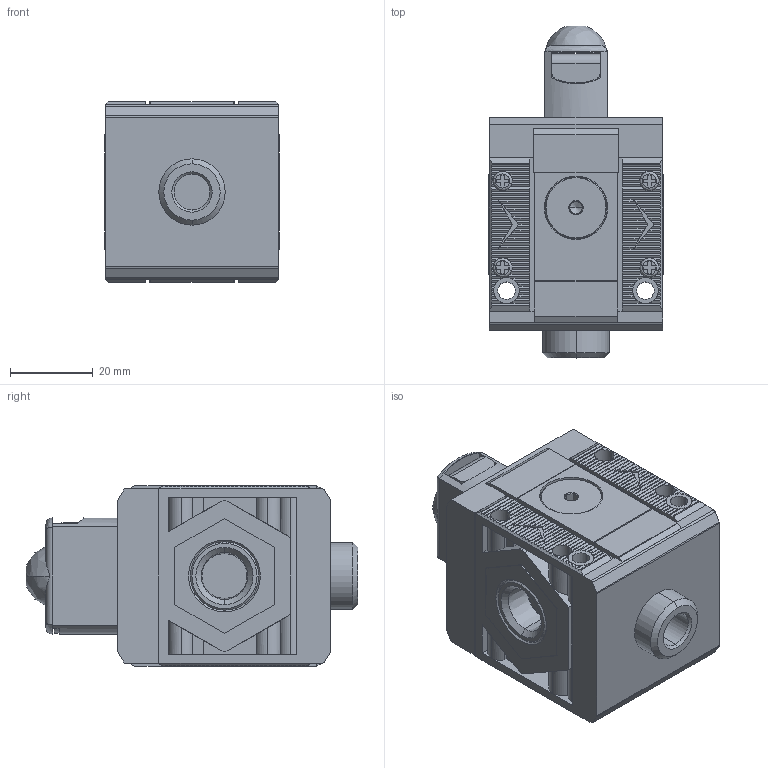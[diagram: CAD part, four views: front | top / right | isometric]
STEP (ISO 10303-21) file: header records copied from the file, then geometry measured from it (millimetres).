
FILE_DESCRIPTION (( 'STEP AP203' ), '1' );
FILE_NAME ('5U12V102.step', '2023-05-17T15:00:06', ( '' ), ( '' ), 'SwSTEP 2.0', 'SolidWorks 2021', '' );
FILE_SCHEMA (( 'CONFIG_CONTROL_DESIGN' ));
Length unit declared in the file: inch
Products named in the file (1): 5U12V102
Bounding box: 42.2 x 80.07 x 43.6 mm (x, y, z)
Volume: 94933.4 mm3; surface area: 34453.4 mm2
Topology: 13 solids, 13 shells, 1159 faces, 3059 edges, 1954 vertices
Faces by surface type: plane 817, cylinder 206, cone 94, bspline 42
Entity records: 37150 total; most frequent: CARTESIAN_POINT 9132, ORIENTED_EDGE 6102, DIRECTION 5469, EDGE_CURVE 3051, LINE 2203, VECTOR 2203, VERTEX_POINT 1954, AXIS2_PLACEMENT_3D 1633
